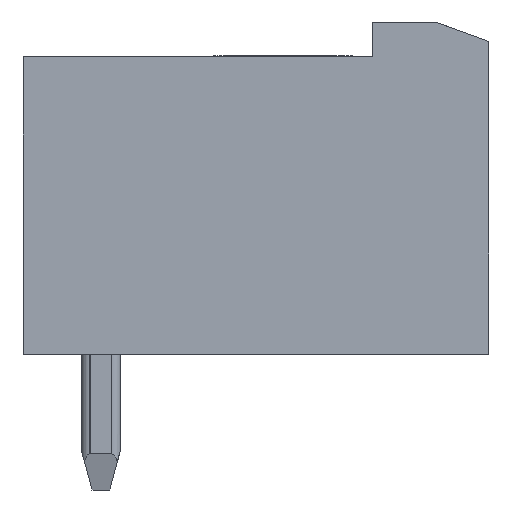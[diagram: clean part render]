
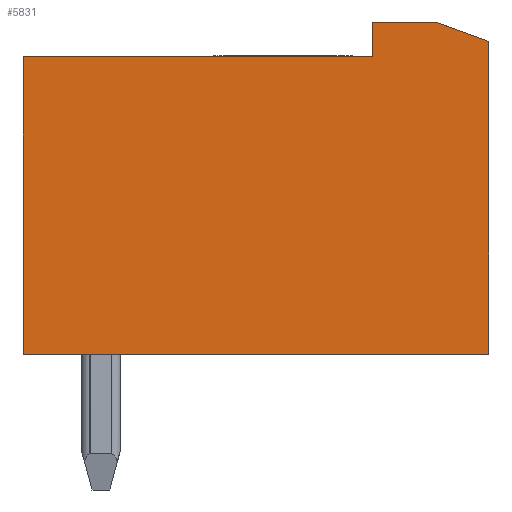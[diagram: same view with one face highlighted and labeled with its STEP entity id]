
A CAD part, left-side view. The second image highlights one B-rep face of the part: STEP entity #5831.
In plain terms, the highlighted planar face has unit normal (-1, 0, 0).
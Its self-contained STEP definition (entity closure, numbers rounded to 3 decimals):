
#5831=ADVANCED_FACE('',(#10822),#10823,.F.);
#10822=FACE_OUTER_BOUND('',#38466,.T.);
#10823=PLANE('',#38467);
#38466=EDGE_LOOP('',(#46262,#46263,#46264,#46265,#46266,#46267,#46268));
#38467=AXIS2_PLACEMENT_3D('',#46269,#46270,#46271);
#46262=ORIENTED_EDGE('',*,*,#50694,.T.);
#46263=ORIENTED_EDGE('',*,*,#50563,.T.);
#46264=ORIENTED_EDGE('',*,*,#50552,.T.);
#46265=ORIENTED_EDGE('',*,*,#50521,.T.);
#46266=ORIENTED_EDGE('',*,*,#50681,.F.);
#46267=ORIENTED_EDGE('',*,*,#50692,.F.);
#46268=ORIENTED_EDGE('',*,*,#50547,.F.);
#46269=CARTESIAN_POINT('',(0.,9.299,0.436));
#46270=DIRECTION('',(1.0,0.,0.));
#46271=DIRECTION('',(0.,0.,1.0));
#50521=EDGE_CURVE('',#53662,#53664,#53666,.T.);
#50547=EDGE_CURVE('',#53702,#53704,#53705,.F.);
#50552=EDGE_CURVE('',#53710,#53662,#53712,.T.);
#50563=EDGE_CURVE('',#53729,#53710,#53730,.T.);
#50681=EDGE_CURVE('',#53900,#53664,#53902,.F.);
#50692=EDGE_CURVE('',#53704,#53900,#53917,.F.);
#50694=EDGE_CURVE('',#53702,#53729,#53919,.F.);
#53662=VERTEX_POINT('',#58241);
#53664=VERTEX_POINT('',#58244);
#53666=LINE('',#58247,#58248);
#53702=VERTEX_POINT('',#58302);
#53704=VERTEX_POINT('',#58305);
#53705=LINE('',#58306,#58307);
#53710=VERTEX_POINT('',#58314);
#53712=LINE('',#58317,#58318);
#53729=VERTEX_POINT('',#58343);
#53730=LINE('',#58344,#58345);
#53900=VERTEX_POINT('',#58589);
#53902=LINE('',#58592,#58593);
#53917=LINE('',#58614,#58615);
#53919=LINE('',#58617,#58618);
#58241=CARTESIAN_POINT('',(0.,3.0,8.57));
#58244=CARTESIAN_POINT('',(0.,3.0,7.67));
#58247=CARTESIAN_POINT('',(0.,3.0,4.503));
#58248=VECTOR('',#62090,1.0);
#58302=CARTESIAN_POINT('',(0.,0.,0.));
#58305=CARTESIAN_POINT('',(0.,12.0,0.));
#58306=CARTESIAN_POINT('',(0.,8.4,0.));
#58307=VECTOR('',#62116,1.0);
#58314=CARTESIAN_POINT('',(0.,1.374,8.57));
#58317=CARTESIAN_POINT('',(0.,6.15,8.57));
#58318=VECTOR('',#62120,1.0);
#58343=CARTESIAN_POINT('',(0.,0.,8.07));
#58344=CARTESIAN_POINT('',(0.,2.879,9.118));
#58345=VECTOR('',#62129,1.0);
#58589=CARTESIAN_POINT('',(0.,12.0,7.67));
#58592=CARTESIAN_POINT('',(0.,8.9,7.67));
#58593=VECTOR('',#62248,1.0);
#58614=CARTESIAN_POINT('',(0.,12.0,4.053));
#58615=VECTOR('',#62255,1.0);
#58617=CARTESIAN_POINT('',(0.,0.0,0.441));
#58618=VECTOR('',#62256,1.0);
#62090=DIRECTION('',(0.,0.,-1.0));
#62116=DIRECTION('',(0.,-1.0,0.0));
#62120=DIRECTION('',(0.,1.0,0.0));
#62129=DIRECTION('',(0.,0.94,0.342));
#62248=DIRECTION('',(0.,1.0,0.0));
#62255=DIRECTION('',(0.,0.,-1.0));
#62256=DIRECTION('',(0.,0.,-1.0));
